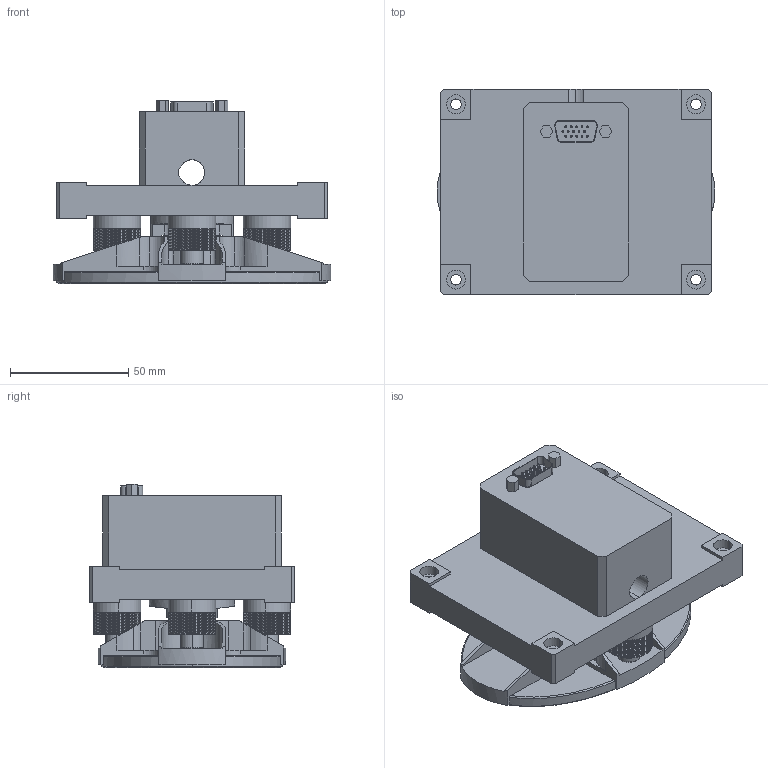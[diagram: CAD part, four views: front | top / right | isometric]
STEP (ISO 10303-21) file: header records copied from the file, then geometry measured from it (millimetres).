
FILE_DESCRIPTION (( 'STEP AP203' ), '1' );
FILE_NAME ('OIM3450 Simple Model.STEP', '2012-03-26T16:24:05', ( '' ), ( '' ), 'SwSTEP 2.0', 'SolidWorks 2011', '' );
FILE_SCHEMA (( 'CONFIG_CONTROL_DESIGN' ));
Length unit declared in the file: inch
Products named in the file (1): OIM3450 Simple Model
Bounding box: 117.6 x 87 x 77.49 mm (x, y, z)
Volume: 279992.9 mm3; surface area: 89611.4 mm2
Topology: 58 solids, 58 shells, 838 faces, 2062 edges, 1278 vertices
Faces by surface type: plane 284, cylinder 272, torus 270, cone 6, bspline 6
Entity records: 26296 total; most frequent: CARTESIAN_POINT 5640, DIRECTION 4712, ORIENTED_EDGE 4124, EDGE_CURVE 2062, AXIS2_PLACEMENT_3D 1906, VERTEX_POINT 1278, CIRCLE 1073, LINE 900
